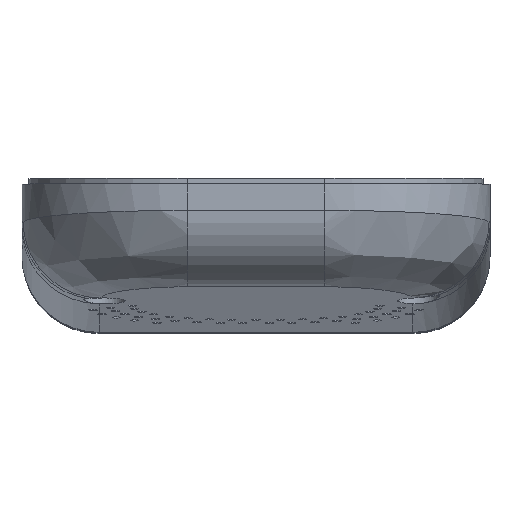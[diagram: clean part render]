
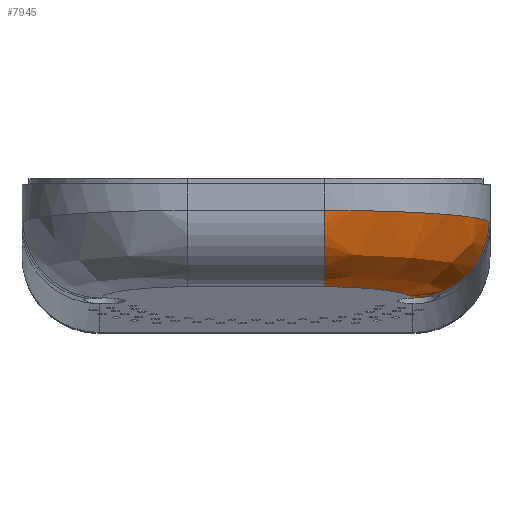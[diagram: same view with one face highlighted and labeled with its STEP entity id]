
A CAD part, top view. The second image highlights one B-rep face of the part: STEP entity #7945.
In plain terms, the highlighted free-form (B-spline) face has degree [3, 3] with [7, 7] control points.
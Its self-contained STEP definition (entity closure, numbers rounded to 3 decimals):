
#368=ELLIPSE('',#8550,16.157,16.);
#378=ELLIPSE('',#8656,30.084,30.);
#667=B_SPLINE_SURFACE_WITH_KNOTS('',3,3,((#14502,#14503,#14504,#14505,#14506,
#14507,#14508),(#14509,#14510,#14511,#14512,#14513,#14514,#14515),(#14516,
#14517,#14518,#14519,#14520,#14521,#14522),(#14523,#14524,#14525,#14526,
#14527,#14528,#14529),(#14530,#14531,#14532,#14533,#14534,#14535,#14536),
(#14537,#14538,#14539,#14540,#14541,#14542,#14543),(#14544,#14545,#14546,
#14547,#14548,#14549,#14550)),.UNSPECIFIED.,.F.,.F.,.F.,(4,1,1,1,4),(4,
1,1,1,4),(0.,0.286,0.571,0.786,1.),
(0.,0.21,0.629,1.049,
1.468),.UNSPECIFIED.);
#1133=FACE_OUTER_BOUND('',#1608,.T.);
#1608=EDGE_LOOP('',(#7038,#7039,#7040,#7041,#7042));
#1818=CIRCLE('',#8695,14.);
#1819=CIRCLE('',#8696,14.);
#3063=B_SPLINE_CURVE_WITH_KNOTS('',3,(#14552,#14553,#14554,#14555,#14556,
#14557),.UNSPECIFIED.,.F.,.F.,(4,2,4),(0.,0.144,0.151),
 .UNSPECIFIED.);
#3743=VERTEX_POINT('',#13971);
#3744=VERTEX_POINT('',#13973);
#3875=VERTEX_POINT('',#14409);
#3876=VERTEX_POINT('',#14411);
#3892=VERTEX_POINT('',#14551);
#4809=EDGE_CURVE('',#3744,#3743,#368,.T.);
#4993=EDGE_CURVE('',#3876,#3875,#378,.T.);
#5028=EDGE_CURVE('',#3743,#3892,#3063,.T.);
#5029=EDGE_CURVE('',#3892,#3876,#1818,.T.);
#5030=EDGE_CURVE('',#3875,#3744,#1819,.T.);
#7038=ORIENTED_EDGE('',*,*,#5028,.T.);
#7039=ORIENTED_EDGE('',*,*,#5029,.T.);
#7040=ORIENTED_EDGE('',*,*,#4993,.T.);
#7041=ORIENTED_EDGE('',*,*,#5030,.T.);
#7042=ORIENTED_EDGE('',*,*,#4809,.T.);
#7945=ADVANCED_FACE('',(#1133),#667,.F.);
#8550=AXIS2_PLACEMENT_3D('',#13974,#10216,#10217);
#8656=AXIS2_PLACEMENT_3D('',#14412,#10550,#10551);
#8695=AXIS2_PLACEMENT_3D('',#14558,#10636,#10637);
#8696=AXIS2_PLACEMENT_3D('',#14559,#10638,#10639);
#10216=DIRECTION('center_axis',(0.,0.99,-0.139));
#10217=DIRECTION('ref_axis',(0.,0.139,0.99));
#10550=DIRECTION('center_axis',(0.,-0.997,
0.075));
#10551=DIRECTION('ref_axis',(0.,0.075,0.997));
#10636=DIRECTION('center_axis',(-0.102,0.138,0.985));
#10637=DIRECTION('ref_axis',(0.,-0.99,0.139));
#10638=DIRECTION('center_axis',(1.,0.,0.));
#10639=DIRECTION('ref_axis',(0.,0.,1.));
#13971=CARTESIAN_POINT('',(28.416,6.288,73.59));
#13973=CARTESIAN_POINT('',(12.5,8.306,87.948));
#13974=CARTESIAN_POINT('Origin',(12.5,6.058,71.948));
#14409=CARTESIAN_POINT('',(12.5,22.17,100.));
#14411=CARTESIAN_POINT('',(42.342,20.152,73.078));
#14412=CARTESIAN_POINT('Origin',(12.5,19.921,70.));
#14502=CARTESIAN_POINT('Ctrl Pts',(12.5,8.306,87.948));
#14503=CARTESIAN_POINT('Ctrl Pts',(13.618,8.306,87.948));
#14504=CARTESIAN_POINT('Ctrl Pts',(16.975,8.257,87.598));
#14505=CARTESIAN_POINT('Ctrl Pts',(22.196,7.93,85.271));
#14506=CARTESIAN_POINT('Ctrl Pts',(26.78,7.213,80.166));
#14507=CARTESIAN_POINT('Ctrl Pts',(28.186,6.601,75.815));
#14508=CARTESIAN_POINT('Ctrl Pts',(28.416,6.288,73.59));
#14509=CARTESIAN_POINT('Ctrl Pts',(12.5,8.572,89.838));
#14510=CARTESIAN_POINT('Ctrl Pts',(13.753,8.572,89.838));
#14511=CARTESIAN_POINT('Ctrl Pts',(17.513,8.517,89.449));
#14512=CARTESIAN_POINT('Ctrl Pts',(23.374,8.154,86.868));
#14513=CARTESIAN_POINT('Ctrl Pts',(28.563,7.355,81.183));
#14514=CARTESIAN_POINT('Ctrl Pts',(30.196,6.67,76.304));
#14515=CARTESIAN_POINT('Ctrl Pts',(30.48,6.318,73.799));
#14516=CARTESIAN_POINT('Ctrl Pts',(12.5,9.887,93.507));
#14517=CARTESIAN_POINT('Ctrl Pts',(14.023,9.887,93.507));
#14518=CARTESIAN_POINT('Ctrl Pts',(18.591,9.825,93.041));
#14519=CARTESIAN_POINT('Ctrl Pts',(25.73,9.414,89.948));
#14520=CARTESIAN_POINT('Ctrl Pts',(32.129,8.502,83.094));
#14521=CARTESIAN_POINT('Ctrl Pts',(34.214,7.714,77.155));
#14522=CARTESIAN_POINT('Ctrl Pts',(34.608,7.306,74.085));
#14523=CARTESIAN_POINT('Ctrl Pts',(12.5,13.551,97.416));
#14524=CARTESIAN_POINT('Ctrl Pts',(14.332,13.551,97.416));
#14525=CARTESIAN_POINT('Ctrl Pts',(19.828,13.489,96.857));
#14526=CARTESIAN_POINT('Ctrl Pts',(28.424,13.075,93.146));
#14527=CARTESIAN_POINT('Ctrl Pts',(36.152,12.159,84.907));
#14528=CARTESIAN_POINT('Ctrl Pts',(38.691,11.365,77.75));
#14529=CARTESIAN_POINT('Ctrl Pts',(39.18,10.955,74.044));
#14530=CARTESIAN_POINT('Ctrl Pts',(12.5,17.877,99.557));
#14531=CARTESIAN_POINT('Ctrl Pts',(14.524,17.877,99.557));
#14532=CARTESIAN_POINT('Ctrl Pts',(20.597,17.821,98.934));
#14533=CARTESIAN_POINT('Ctrl Pts',(30.079,17.444,94.795));
#14534=CARTESIAN_POINT('Ctrl Pts',(38.537,16.614,85.643));
#14535=CARTESIAN_POINT('Ctrl Pts',(41.256,15.897,77.741));
#14536=CARTESIAN_POINT('Ctrl Pts',(41.754,15.529,73.667));
#14537=CARTESIAN_POINT('Ctrl Pts',(12.5,20.739,100.));
#14538=CARTESIAN_POINT('Ctrl Pts',(14.583,20.739,100.));
#14539=CARTESIAN_POINT('Ctrl Pts',(20.834,20.687,99.352));
#14540=CARTESIAN_POINT('Ctrl Pts',(30.571,20.344,95.046));
#14541=CARTESIAN_POINT('Ctrl Pts',(39.173,19.588,85.571));
#14542=CARTESIAN_POINT('Ctrl Pts',(41.86,18.942,77.456));
#14543=CARTESIAN_POINT('Ctrl Pts',(42.32,18.611,73.292));
#14544=CARTESIAN_POINT('Ctrl Pts',(12.5,22.17,100.));
#14545=CARTESIAN_POINT('Ctrl Pts',(14.597,22.17,100.));
#14546=CARTESIAN_POINT('Ctrl Pts',(20.89,22.121,99.343));
#14547=CARTESIAN_POINT('Ctrl Pts',(30.68,21.794,94.98));
#14548=CARTESIAN_POINT('Ctrl Pts',(39.275,21.076,85.409));
#14549=CARTESIAN_POINT('Ctrl Pts',(41.911,20.465,77.25));
#14550=CARTESIAN_POINT('Ctrl Pts',(42.342,20.152,73.078));
#14551=CARTESIAN_POINT('',(29.899,6.388,73.729));
#14552=CARTESIAN_POINT('Ctrl Pts',(28.416,6.288,73.59));
#14553=CARTESIAN_POINT('Ctrl Pts',(28.875,6.308,73.729));
#14554=CARTESIAN_POINT('Ctrl Pts',(29.355,6.34,73.778));
#14555=CARTESIAN_POINT('Ctrl Pts',(29.854,6.384,73.733));
#14556=CARTESIAN_POINT('Ctrl Pts',(29.877,6.386,73.731));
#14557=CARTESIAN_POINT('Ctrl Pts',(29.899,6.388,73.729));
#14558=CARTESIAN_POINT('Origin',(28.416,20.152,71.641));
#14559=CARTESIAN_POINT('Origin',(12.5,22.17,86.));
